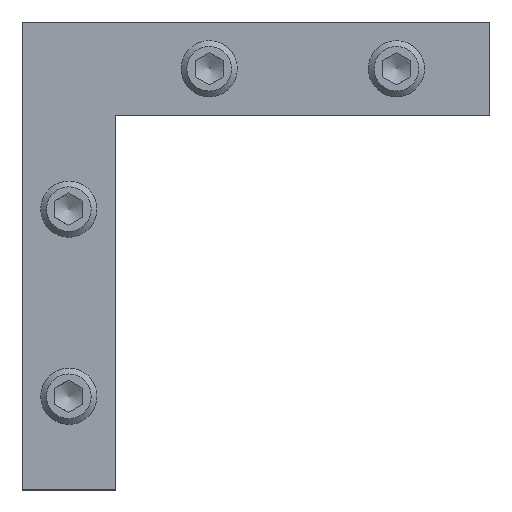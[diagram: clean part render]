
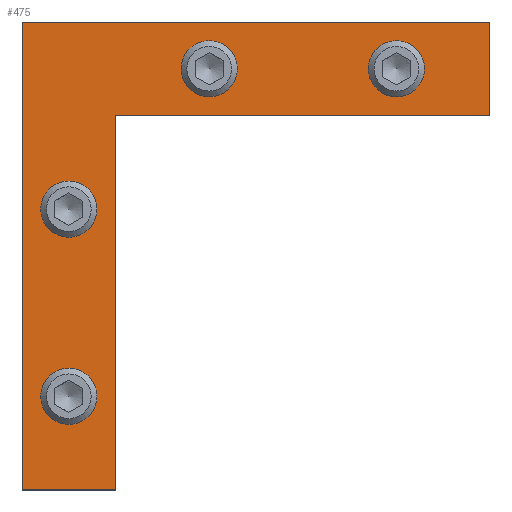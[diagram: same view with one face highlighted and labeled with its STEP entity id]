
A CAD part, top view. The second image highlights one B-rep face of the part: STEP entity #475.
In plain terms, the highlighted planar face has unit normal (0, 0, 1).
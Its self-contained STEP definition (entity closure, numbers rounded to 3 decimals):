
#105=CARTESIAN_POINT('',(2.459,-15.,4.0));
#106=VERTEX_POINT('',#105);
#107=CARTESIAN_POINT('',(0.,-15.,4.));
#108=DIRECTION('',(0.0,0.0,-1.0));
#109=DIRECTION('',(1.0,0.0,0.0));
#110=AXIS2_PLACEMENT_3D('',#107,#108,#109);
#111=CIRCLE('',#110,2.459);
#112=EDGE_CURVE('',#106,#106,#111,.T.);
#154=CARTESIAN_POINT('',(2.459,-35.0,4.0));
#155=VERTEX_POINT('',#154);
#156=CARTESIAN_POINT('',(0.,-35.0,4.));
#157=DIRECTION('',(0.0,0.0,-1.0));
#158=DIRECTION('',(1.0,0.0,0.0));
#159=AXIS2_PLACEMENT_3D('',#156,#157,#158);
#160=CIRCLE('',#159,2.459);
#161=EDGE_CURVE('',#155,#155,#160,.T.);
#203=CARTESIAN_POINT('',(17.459,0.0,4.0));
#204=VERTEX_POINT('',#203);
#205=CARTESIAN_POINT('',(15.0,0.0,4.));
#206=DIRECTION('',(0.0,0.0,-1.0));
#207=DIRECTION('',(1.0,0.0,0.0));
#208=AXIS2_PLACEMENT_3D('',#205,#206,#207);
#209=CIRCLE('',#208,2.459);
#210=EDGE_CURVE('',#204,#204,#209,.T.);
#252=CARTESIAN_POINT('',(37.459,0.,4.0));
#253=VERTEX_POINT('',#252);
#254=CARTESIAN_POINT('',(35.0,0.,4.));
#255=DIRECTION('',(0.0,0.0,-1.0));
#256=DIRECTION('',(1.0,0.0,0.0));
#257=AXIS2_PLACEMENT_3D('',#254,#255,#256);
#258=CIRCLE('',#257,2.459);
#259=EDGE_CURVE('',#253,#253,#258,.T.);
#269=CARTESIAN_POINT('',(45.0,5.0,4.0));
#270=VERTEX_POINT('',#269);
#271=CARTESIAN_POINT('',(45.0,-5.,4.0));
#272=VERTEX_POINT('',#271);
#273=CARTESIAN_POINT('',(45.0,5.0,4.0));
#274=DIRECTION('',(0.0,-1.0,0.0));
#275=VECTOR('',#274,10.);
#276=LINE('',#273,#275);
#277=EDGE_CURVE('',#270,#272,#276,.T.);
#309=CARTESIAN_POINT('',(5.,-5.0,4.0));
#310=VERTEX_POINT('',#309);
#311=CARTESIAN_POINT('',(45.0,-5.,4.0));
#312=DIRECTION('',(-1.0,0.0,0.0));
#313=VECTOR('',#312,40.);
#314=LINE('',#311,#313);
#315=EDGE_CURVE('',#272,#310,#314,.T.);
#340=CARTESIAN_POINT('',(5.,-45.0,4.0));
#341=VERTEX_POINT('',#340);
#342=CARTESIAN_POINT('',(5.,-5.0,4.0));
#343=DIRECTION('',(0.0,-1.0,0.0));
#344=VECTOR('',#343,40.0);
#345=LINE('',#342,#344);
#346=EDGE_CURVE('',#310,#341,#345,.T.);
#371=CARTESIAN_POINT('',(-5.,-45.0,4.0));
#372=VERTEX_POINT('',#371);
#373=CARTESIAN_POINT('',(5.,-45.0,4.0));
#374=DIRECTION('',(-1.0,0.0,0.0));
#375=VECTOR('',#374,10.);
#376=LINE('',#373,#375);
#377=EDGE_CURVE('',#341,#372,#376,.T.);
#402=CARTESIAN_POINT('',(-5.,5.0,4.0));
#403=VERTEX_POINT('',#402);
#404=CARTESIAN_POINT('',(-5.,-45.0,4.0));
#405=DIRECTION('',(0.0,1.0,0.0));
#406=VECTOR('',#405,50.0);
#407=LINE('',#404,#406);
#408=EDGE_CURVE('',#372,#403,#407,.T.);
#433=CARTESIAN_POINT('',(-5.,5.0,4.0));
#434=DIRECTION('',(1.0,0.0,0.0));
#435=VECTOR('',#434,50.0);
#436=LINE('',#433,#435);
#437=EDGE_CURVE('',#403,#270,#436,.T.);
#450=CARTESIAN_POINT('',(12.,-12.0,4.0));
#451=DIRECTION('',(0.0,0.0,1.0));
#452=DIRECTION('',(1.0,0.0,0.0));
#453=AXIS2_PLACEMENT_3D('',#450,#451,#452);
#454=PLANE('',#453);
#455=ORIENTED_EDGE('',*,*,#277,.F.);
#456=ORIENTED_EDGE('',*,*,#437,.F.);
#457=ORIENTED_EDGE('',*,*,#408,.F.);
#458=ORIENTED_EDGE('',*,*,#377,.F.);
#459=ORIENTED_EDGE('',*,*,#346,.F.);
#460=ORIENTED_EDGE('',*,*,#315,.F.);
#461=EDGE_LOOP('',(#455,#456,#457,#458,#459,#460));
#462=FACE_OUTER_BOUND('',#461,.T.);
#463=ORIENTED_EDGE('',*,*,#112,.T.);
#464=EDGE_LOOP('',(#463));
#465=FACE_BOUND('',#464,.T.);
#466=ORIENTED_EDGE('',*,*,#161,.T.);
#467=EDGE_LOOP('',(#466));
#468=FACE_BOUND('',#467,.T.);
#469=ORIENTED_EDGE('',*,*,#210,.T.);
#470=EDGE_LOOP('',(#469));
#471=FACE_BOUND('',#470,.T.);
#472=ORIENTED_EDGE('',*,*,#259,.T.);
#473=EDGE_LOOP('',(#472));
#474=FACE_BOUND('',#473,.T.);
#475=ADVANCED_FACE('',(#462,#465,#468,#471,#474),#454,.T.);
